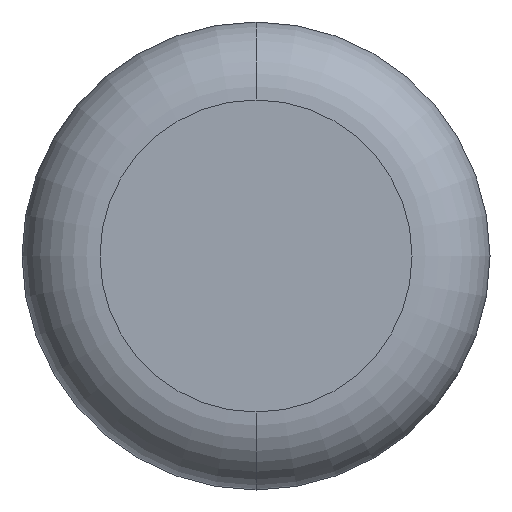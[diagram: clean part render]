
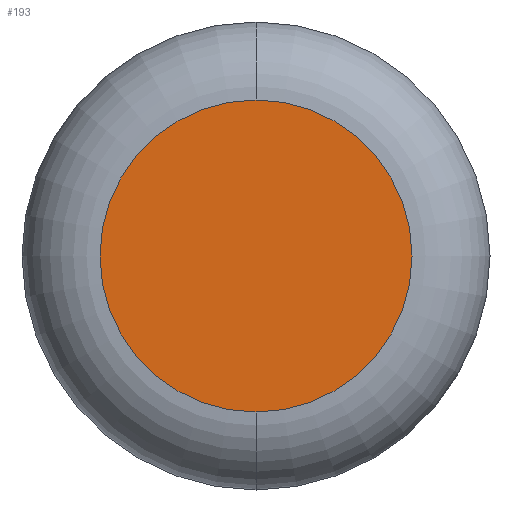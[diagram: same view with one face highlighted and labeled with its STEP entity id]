
A CAD part, front view. The second image highlights one B-rep face of the part: STEP entity #193.
In plain terms, the highlighted planar face has unit normal (0, -1, 0).
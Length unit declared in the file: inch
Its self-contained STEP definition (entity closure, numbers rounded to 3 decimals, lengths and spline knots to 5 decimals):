
#23 = FACE_OUTER_BOUND ( 'NONE', #340, .T. ) ;
#24 = CIRCLE ( 'NONE', #363, 0.25 ) ;
#45 = CARTESIAN_POINT ( 'NONE',  ( 0., 0., 0. ) ) ;
#50 = DIRECTION ( 'NONE',  ( 0., -1., 0. ) ) ;
#54 = ORIENTED_EDGE ( 'NONE', *, *, #140, .T. ) ;
#78 = DIRECTION ( 'NONE',  ( 0., -1., 0. ) ) ;
#125 = EDGE_CURVE ( 'NONE', #238, #309, #319, .T. ) ;
#140 = EDGE_CURVE ( 'NONE', #309, #238, #24, .T. ) ;
#160 = ORIENTED_EDGE ( 'NONE', *, *, #125, .T. ) ;
#161 = PLANE ( 'NONE',  #380 ) ;
#180 = DIRECTION ( 'NONE',  ( 0., 0., -1. ) ) ;
#193 = ADVANCED_FACE ( 'NONE', ( #23 ), #161, .T. ) ;
#223 = CARTESIAN_POINT ( 'NONE',  ( 0., 0., -0.25 ) ) ;
#231 = DIRECTION ( 'NONE',  ( 0., 0., -1. ) ) ;
#238 = VERTEX_POINT ( 'NONE', #343 ) ;
#264 = DIRECTION ( 'NONE',  ( 0., -1., 0. ) ) ;
#265 = CARTESIAN_POINT ( 'NONE',  ( 0., 0., 0. ) ) ;
#309 = VERTEX_POINT ( 'NONE', #223 ) ;
#319 = CIRCLE ( 'NONE', #331, 0.25 ) ;
#331 = AXIS2_PLACEMENT_3D ( 'NONE', #357, #78, #360 ) ;
#340 = EDGE_LOOP ( 'NONE', ( #54, #160 ) ) ;
#343 = CARTESIAN_POINT ( 'NONE',  ( 0., 0., 0.25 ) ) ;
#357 = CARTESIAN_POINT ( 'NONE',  ( 0., 0., 0. ) ) ;
#360 = DIRECTION ( 'NONE',  ( 0., 0., -1. ) ) ;
#363 = AXIS2_PLACEMENT_3D ( 'NONE', #265, #50, #231 ) ;
#380 = AXIS2_PLACEMENT_3D ( 'NONE', #45, #264, #180 ) ;
